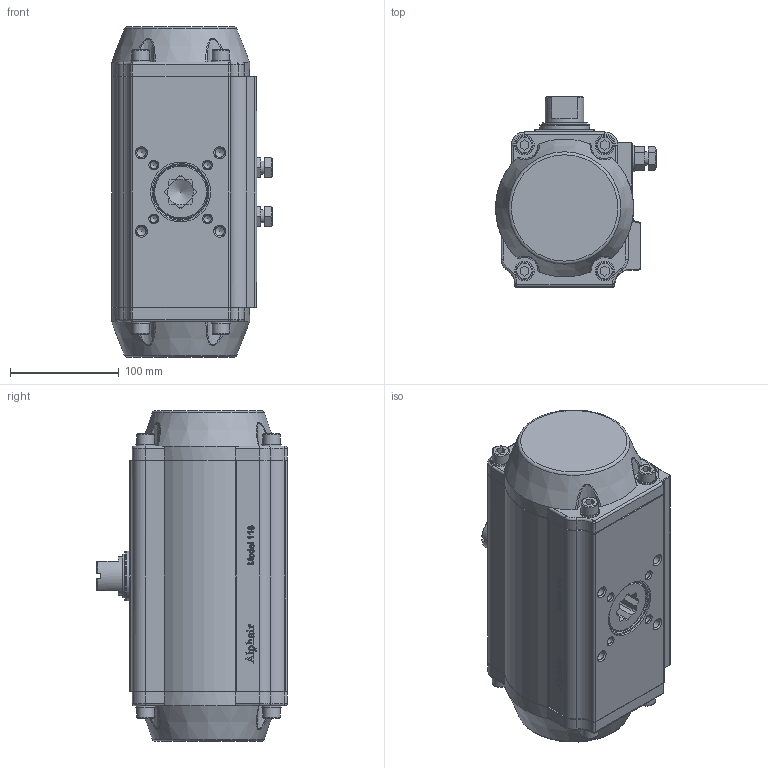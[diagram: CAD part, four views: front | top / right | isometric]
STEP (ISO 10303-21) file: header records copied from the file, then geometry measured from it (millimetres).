
FILE_DESCRIPTION (( 'STEP AP214' ), '1' );
FILE_NAME ('PA-RE116 heco.STEP', '2013-07-12T08:59:30', ( 'test' ), ( '' ), 'SwSTEP 2.0', 'SolidWorks 2011', '' );
FILE_SCHEMA (( 'AUTOMOTIVE_DESIGN' ));
Length unit declared in the file: millimetre
Products named in the file (1): PA-RE116 heco
Bounding box: 148 x 175.6 x 304 mm (x, y, z)
Volume: 2750152.2 mm3; surface area: 325133.6 mm2
Topology: 1 solids, 1 shells, 886 faces, 2317 edges, 1501 vertices
Faces by surface type: plane 423, bspline 166, cylinder 126, cone 121, torus 28, sphere 22
Full cylindrical faces by diameter (mm): 1.5 x2, 4.2 x8, 5 x1, 6 x3, 6.8 x4, 8.5 x4, 12 x4, 16 x8, 18 x8, 24 x2, 25 x2, 31 x1, 33.5 x1, 35.7 x2, 36 x1, 36.1 x1, 36.5 x1, 40.5 x1, 46 x2, 48.5 x1, 49.7 x1, 50.1 x1, 55.1 x1, 113.8 x2, 115.1 x1
Entity records: 52094 total; most frequent: CARTESIAN_POINT 24278, ORIENTED_EDGE 4212, DIRECTION 2694, EDGE_CURVE 2106, VERTEX_POINT 1436, EDGE_LOOP 1072, B_SPLINE_CURVE_WITH_KNOTS 1041, FACE_OUTER_BOUND 943
